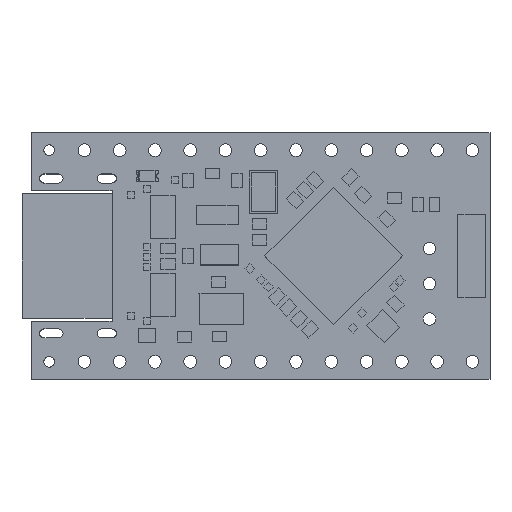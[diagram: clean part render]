
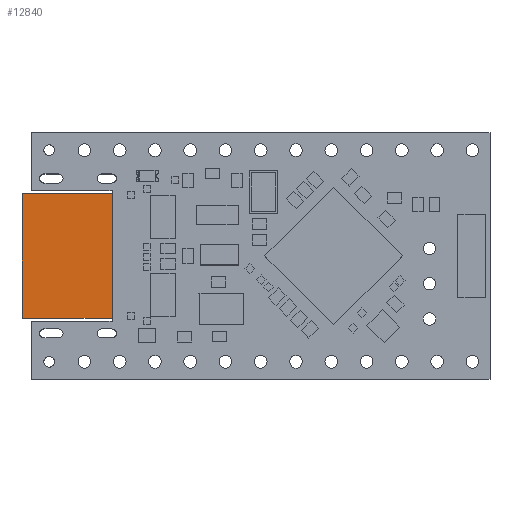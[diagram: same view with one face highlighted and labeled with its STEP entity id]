
A CAD part, top view. The second image highlights one B-rep face of the part: STEP entity #12840.
In plain terms, the highlighted planar face has unit normal (0, 0, 1).
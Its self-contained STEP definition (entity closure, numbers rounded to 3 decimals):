
#12647 = VERTEX_POINT('',#12648);
#12648 = CARTESIAN_POINT('',(3.25,4.47,1.1));
#12654 = EDGE_CURVE('',#12647,#12655,#12657,.T.);
#12655 = VERTEX_POINT('',#12656);
#12656 = CARTESIAN_POINT('',(3.22,4.5,1.1));
#12657 = LINE('',#12658,#12659);
#12658 = CARTESIAN_POINT('',(3.25,4.47,1.1));
#12659 = VECTOR('',#12660,1.);
#12660 = DIRECTION('',(-0.707,0.707,0.));
#12685 = EDGE_CURVE('',#12655,#12686,#12688,.T.);
#12686 = VERTEX_POINT('',#12687);
#12687 = CARTESIAN_POINT('',(-3.25,4.5,1.1));
#12688 = LINE('',#12689,#12690);
#12689 = CARTESIAN_POINT('',(3.22,4.5,1.1));
#12690 = VECTOR('',#12691,1.);
#12691 = DIRECTION('',(-1.,0.,0.));
#12716 = EDGE_CURVE('',#12686,#12717,#12719,.T.);
#12717 = VERTEX_POINT('',#12718);
#12718 = CARTESIAN_POINT('',(-3.25,-4.5,1.1));
#12719 = LINE('',#12720,#12721);
#12720 = CARTESIAN_POINT('',(-3.25,4.5,1.1));
#12721 = VECTOR('',#12722,1.);
#12722 = DIRECTION('',(0.,-1.,0.));
#12747 = EDGE_CURVE('',#12717,#12748,#12750,.T.);
#12748 = VERTEX_POINT('',#12749);
#12749 = CARTESIAN_POINT('',(-3.221,-4.47,1.1));
#12750 = LINE('',#12751,#12752);
#12751 = CARTESIAN_POINT('',(-3.25,-4.5,1.1));
#12752 = VECTOR('',#12753,1.);
#12753 = DIRECTION('',(0.707,0.707,0.));
#12778 = EDGE_CURVE('',#12748,#12779,#12781,.T.);
#12779 = VERTEX_POINT('',#12780);
#12780 = CARTESIAN_POINT('',(3.25,-4.47,1.1));
#12781 = LINE('',#12782,#12783);
#12782 = CARTESIAN_POINT('',(-3.221,-4.47,1.1));
#12783 = VECTOR('',#12784,1.);
#12784 = DIRECTION('',(1.,0.,0.));
#12809 = EDGE_CURVE('',#12779,#12647,#12810,.T.);
#12810 = LINE('',#12811,#12812);
#12811 = CARTESIAN_POINT('',(3.25,-4.47,1.1));
#12812 = VECTOR('',#12813,1.);
#12813 = DIRECTION('',(0.,1.,0.));
#12840 = ADVANCED_FACE('',(#12841),#12849,.F.);
#12841 = FACE_BOUND('',#12842,.T.);
#12842 = EDGE_LOOP('',(#12843,#12844,#12845,#12846,#12847,#12848));
#12843 = ORIENTED_EDGE('',*,*,#12654,.T.);
#12844 = ORIENTED_EDGE('',*,*,#12685,.T.);
#12845 = ORIENTED_EDGE('',*,*,#12716,.T.);
#12846 = ORIENTED_EDGE('',*,*,#12747,.T.);
#12847 = ORIENTED_EDGE('',*,*,#12778,.T.);
#12848 = ORIENTED_EDGE('',*,*,#12809,.T.);
#12849 = PLANE('',#12850);
#12850 = AXIS2_PLACEMENT_3D('',#12851,#12852,#12853);
#12851 = CARTESIAN_POINT('',(3.25,4.47,1.1));
#12852 = DIRECTION('',(0.,0.,-1.));
#12853 = DIRECTION('',(-1.,0.,0.));
